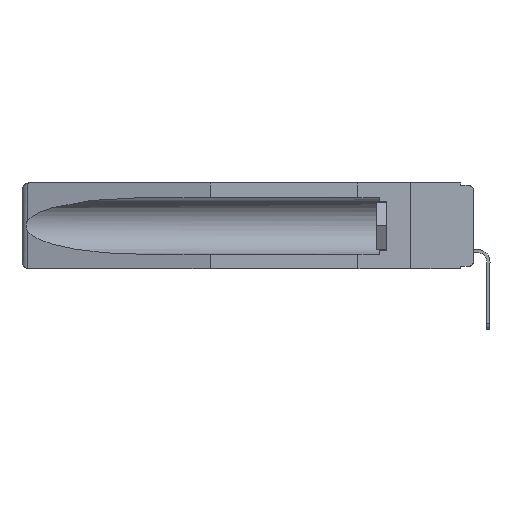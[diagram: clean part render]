
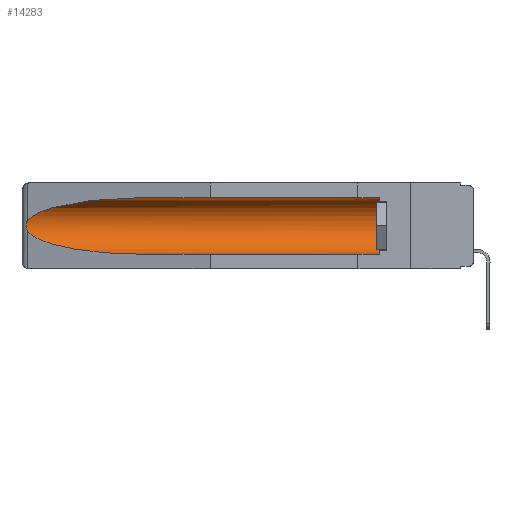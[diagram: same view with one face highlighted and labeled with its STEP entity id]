
A CAD part, left-side view. The second image highlights one B-rep face of the part: STEP entity #14283.
In plain terms, the highlighted cylindrical face has radius 2.857 mm (diameter 5.715 mm), a partial arc.
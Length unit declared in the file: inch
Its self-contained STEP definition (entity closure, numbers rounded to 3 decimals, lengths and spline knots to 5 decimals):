
#684 = ORIENTED_EDGE ( 'NONE', *, *, #2420, .T. ) ;
#964 = CIRCLE ( 'NONE', #14124, 0.1125 ) ;
#973 = CARTESIAN_POINT ( 'NONE',  ( 0.2673, 1.53269, -0.17917 ) ) ;
#1089 = DIRECTION ( 'NONE',  ( 0., 1., 0. ) ) ;
#1499 = CARTESIAN_POINT ( 'NONE',  ( 0.26537, 1.52718, -0.19328 ) ) ;
#1577 = CARTESIAN_POINT ( 'NONE',  ( 0.155, 1.07973, -0.059 ) ) ;
#1597 = DIRECTION ( 'NONE',  ( 0., 0., 1. ) ) ;
#1896 = CARTESIAN_POINT ( 'NONE',  ( 0.2675, 1.53308, -0.16763 ) ) ;
#1937 = ORIENTED_EDGE ( 'NONE', *, *, #7219, .T. ) ;
#2124 = CARTESIAN_POINT ( 'NONE',  ( 0.26537, 1.52718, -0.14972 ) ) ;
#2319 = EDGE_CURVE ( 'NONE', #9676, #3973, #10027, .T. ) ;
#2331 = EDGE_CURVE ( 'NONE', #2533, #9676, #4037, .T. ) ;
#2420 = EDGE_CURVE ( 'NONE', #3973, #7671, #3025, .T. ) ;
#2533 = VERTEX_POINT ( 'NONE', #10365 ) ;
#2954 = CARTESIAN_POINT ( 'NONE',  ( 0.26537, 1.52718, -0.14972 ) ) ;
#3025 = B_SPLINE_CURVE_WITH_KNOTS ( 'NONE', 3,
 ( #2124, #9977, #6777, #11428, #1896, #13804, #973, #3349, #3267, #8898 ),
 .UNSPECIFIED., .F., .F.,
 ( 4, 2, 2, 2, 4 ),
 ( 0., 0.00029, 0.00058, 0.00087, 0.00117 ),
 .UNSPECIFIED. ) ;
#3082 = CARTESIAN_POINT ( 'NONE',  ( 0.25451, 1.48313, -0.24835 ) ) ;
#3267 = CARTESIAN_POINT ( 'NONE',  ( 0.26597, 1.5296, -0.19026 ) ) ;
#3349 = CARTESIAN_POINT ( 'NONE',  ( 0.26655, 1.53094, -0.18657 ) ) ;
#3973 = VERTEX_POINT ( 'NONE', #10744 ) ;
#4037 = LINE ( 'NONE', #7624, #14189 ) ;
#5392 = CARTESIAN_POINT ( 'NONE',  ( 0.155, 1.07973, -0.284 ) ) ;
#5432 = EDGE_LOOP ( 'NONE', ( #5973, #684, #7500, #10836, #1937, #13252 ) ) ;
#5678 = FACE_OUTER_BOUND ( 'NONE', #5432, .T. ) ;
#5683 = CARTESIAN_POINT ( 'NONE',  ( 0.155, 1.07973, -0.284 ) ) ;
#5973 = ORIENTED_EDGE ( 'NONE', *, *, #2319, .T. ) ;
#6777 = CARTESIAN_POINT ( 'NONE',  ( 0.26654, 1.53092, -0.15636 ) ) ;
#6962 = CARTESIAN_POINT ( 'NONE',  ( 0.155, -0.30754, -0.284 ) ) ;
#7219 = EDGE_CURVE ( 'NONE', #9787, #2533, #964, .T. ) ;
#7500 = ORIENTED_EDGE ( 'NONE', *, *, #10282, .T. ) ;
#7586 =( BOUNDED_CURVE ( )  B_SPLINE_CURVE ( 3, ( #10337, #3082, #12405, #5683 ),
 .UNSPECIFIED., .F., .T. ) 
 B_SPLINE_CURVE_WITH_KNOTS ( ( 4, 4 ),
 ( 0.1948, 1.5708 ),
 .UNSPECIFIED. ) 
 CURVE ( )  GEOMETRIC_REPRESENTATION_ITEM ( )  RATIONAL_B_SPLINE_CURVE ( ( 1., 0.848, 0.848, 1. ) ) 
 REPRESENTATION_ITEM ( '' )  );
#7624 = CARTESIAN_POINT ( 'NONE',  ( 0.155, -0.30754, -0.059 ) ) ;
#7671 = VERTEX_POINT ( 'NONE', #1499 ) ;
#8174 = CYLINDRICAL_SURFACE ( 'NONE', #8882, 0.1125 ) ;
#8671 = CARTESIAN_POINT ( 'NONE',  ( 0.21114, 1.30732, -0.059 ) ) ;
#8882 = AXIS2_PLACEMENT_3D ( 'NONE', #11618, #9313, #12921 ) ;
#8898 = CARTESIAN_POINT ( 'NONE',  ( 0.26537, 1.52718, -0.19328 ) ) ;
#9313 = DIRECTION ( 'NONE',  ( 0., 1., 0. ) ) ;
#9609 = CARTESIAN_POINT ( 'NONE',  ( 0.155, 0.126, -0.1715 ) ) ;
#9676 = VERTEX_POINT ( 'NONE', #1577 ) ;
#9787 = VERTEX_POINT ( 'NONE', #12419 ) ;
#9829 = CARTESIAN_POINT ( 'NONE',  ( 0.155, 1.07973, -0.059 ) ) ;
#9977 = CARTESIAN_POINT ( 'NONE',  ( 0.26597, 1.52961, -0.15275 ) ) ;
#10027 =( BOUNDED_CURVE ( )  B_SPLINE_CURVE ( 3, ( #9829, #8671, #12202, #2954 ),
 .UNSPECIFIED., .F., .T. ) 
 B_SPLINE_CURVE_WITH_KNOTS ( ( 4, 4 ),
 ( 4.71239, 6.08839 ),
 .UNSPECIFIED. ) 
 CURVE ( )  GEOMETRIC_REPRESENTATION_ITEM ( )  RATIONAL_B_SPLINE_CURVE ( ( 1., 0.848, 0.848, 1. ) ) 
 REPRESENTATION_ITEM ( '' )  );
#10282 = EDGE_CURVE ( 'NONE', #7671, #10848, #7586, .T. ) ;
#10337 = CARTESIAN_POINT ( 'NONE',  ( 0.26537, 1.52718, -0.19328 ) ) ;
#10365 = CARTESIAN_POINT ( 'NONE',  ( 0.155, 0.126, -0.059 ) ) ;
#10744 = CARTESIAN_POINT ( 'NONE',  ( 0.26537, 1.52718, -0.14972 ) ) ;
#10836 = ORIENTED_EDGE ( 'NONE', *, *, #13042, .F. ) ;
#10848 = VERTEX_POINT ( 'NONE', #5392 ) ;
#11428 = CARTESIAN_POINT ( 'NONE',  ( 0.2673, 1.5327, -0.16383 ) ) ;
#11562 = VECTOR ( 'NONE', #1089, 39.37008 ) ;
#11618 = CARTESIAN_POINT ( 'NONE',  ( 0.155, -0.30754, -0.1715 ) ) ;
#12202 = CARTESIAN_POINT ( 'NONE',  ( 0.25451, 1.48313, -0.09465 ) ) ;
#12286 = DIRECTION ( 'NONE',  ( 0., 1., 0. ) ) ;
#12405 = CARTESIAN_POINT ( 'NONE',  ( 0.21114, 1.30732, -0.284 ) ) ;
#12419 = CARTESIAN_POINT ( 'NONE',  ( 0.155, 0.126, -0.284 ) ) ;
#12916 = LINE ( 'NONE', #6962, #11562 ) ;
#12921 = DIRECTION ( 'NONE',  ( 0., 0., 1. ) ) ;
#13042 = EDGE_CURVE ( 'NONE', #9787, #10848, #12916, .T. ) ;
#13252 = ORIENTED_EDGE ( 'NONE', *, *, #2331, .T. ) ;
#13804 = CARTESIAN_POINT ( 'NONE',  ( 0.2675, 1.53308, -0.17534 ) ) ;
#14121 = DIRECTION ( 'NONE',  ( 0., -1., 0. ) ) ;
#14124 = AXIS2_PLACEMENT_3D ( 'NONE', #9609, #14121, #1597 ) ;
#14189 = VECTOR ( 'NONE', #12286, 39.37008 ) ;
#14283 = ADVANCED_FACE ( 'NONE', ( #5678 ), #8174, .F. ) ;
